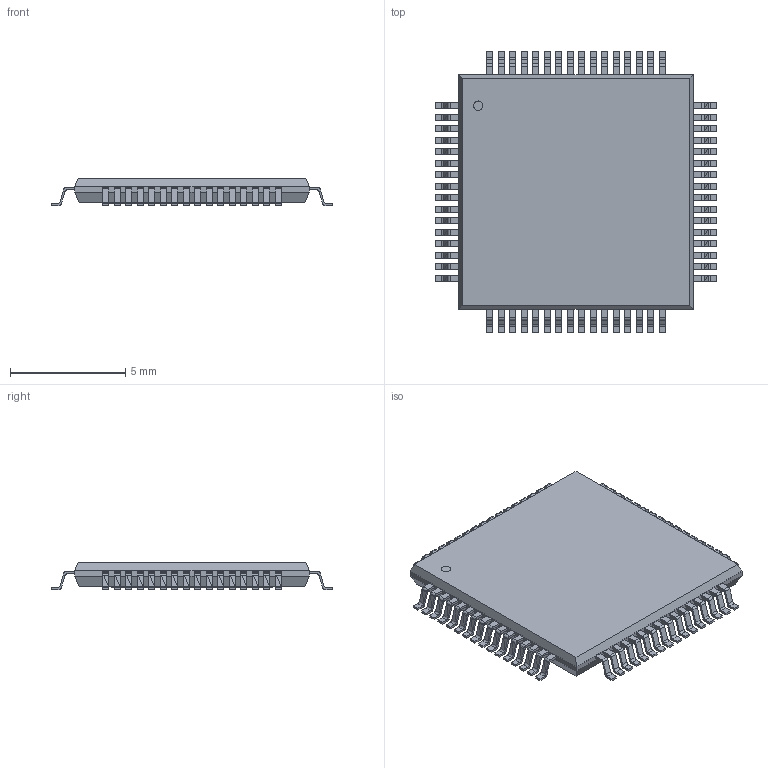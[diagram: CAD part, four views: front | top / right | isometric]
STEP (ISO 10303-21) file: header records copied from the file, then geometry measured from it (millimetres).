
FILE_DESCRIPTION(('STEP AP214'),'1');
FILE_NAME('PAP64_7X7P26-M','2018-03-27T22:24:42',(''),(''),'','','');
FILE_SCHEMA(('AUTOMOTIVE_DESIGN'));
Length unit declared in the file: millimetre
Products named in the file (1): product
Bounding box: 12.2 x 12.2 x 1.2 mm (x, y, z)
Volume: 2.1 mm3; surface area: 415 mm2
Topology: 61 solids, 85 shells, 919 faces, 2387 edges, 1618 vertices
Faces by surface type: plane 662, cylinder 257
Full cylindrical faces by diameter (mm): 0.408 x1
Entity records: 29044 total; most frequent: CARTESIAN_POINT 4989, DIRECTION 4870, ORIENTED_EDGE 4692, EDGE_CURVE 2386, LINE 1872, VECTOR 1872, VERTEX_POINT 1698, AXIS2_PLACEMENT_3D 1499
